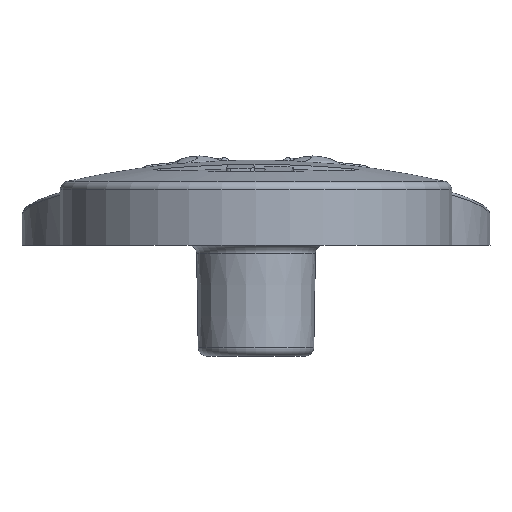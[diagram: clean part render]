
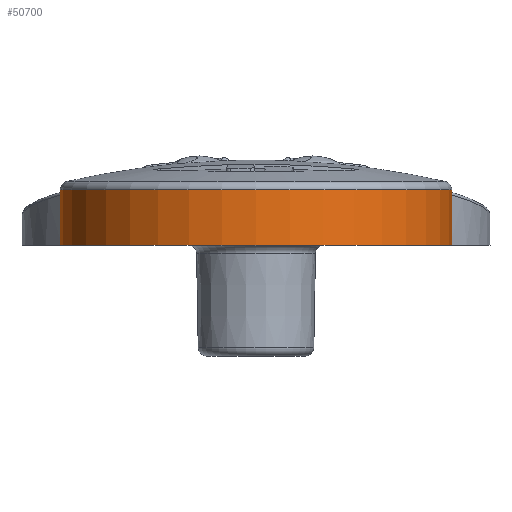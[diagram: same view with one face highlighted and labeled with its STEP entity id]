
A CAD part, front view. The second image highlights one B-rep face of the part: STEP entity #50700.
In plain terms, the highlighted cylindrical face has radius 23 mm (diameter 46 mm), a partial arc.
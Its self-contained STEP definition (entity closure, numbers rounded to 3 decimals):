
#49760=CARTESIAN_POINT('',(27.467,69.677,-10.));
#49770=DIRECTION('',(0.,0.,1.));
#49780=DIRECTION('',(1.,0.,0.));
#49790=AXIS2_PLACEMENT_3D('',#49760,#49770,#49780);
#49800=CIRCLE('',#49790,23.);
#49810=CARTESIAN_POINT('',(50.467,69.677,-10.));
#49820=VERTEX_POINT('',#49810);
#49830=CARTESIAN_POINT('',(4.467,69.677,-10.));
#49840=VERTEX_POINT('',#49830);
#49870=EDGE_CURVE('',#49840,#49820,#49800,.T.);
#50390=CARTESIAN_POINT('',(27.467,69.677,0.));
#50400=DIRECTION('',(0.,0.,1.));
#50410=DIRECTION('',(1.,0.,0.));
#50420=AXIS2_PLACEMENT_3D('',#50390,#50400,#50410);
#50430=CYLINDRICAL_SURFACE('',#50420,23.);
#50440=CARTESIAN_POINT('',(4.467,69.677,0.));
#50450=DIRECTION('',(0.,0.,1.));
#50460=VECTOR('',#50450,1.);
#50470=LINE('',#50440,#50460);
#50480=CARTESIAN_POINT('',(4.467,69.677,
-3.475));
#50490=VERTEX_POINT('',#50480);
#50500=EDGE_CURVE('',#49840,#50490,#50470,.T.);
#50510=ORIENTED_EDGE('',*,*,#50500,.F.);
#50520=CARTESIAN_POINT('',(27.467,69.677,
-3.475));
#50530=DIRECTION('',(0.,0.,1.));
#50540=DIRECTION('',(1.,0.,0.));
#50550=AXIS2_PLACEMENT_3D('',#50520,#50530,#50540);
#50560=CIRCLE('',#50550,23.);
#50570=CARTESIAN_POINT('',(50.467,69.677,
-3.475));
#50580=VERTEX_POINT('',#50570);
#50590=EDGE_CURVE('',#50490,#50580,#50560,.T.);
#50600=ORIENTED_EDGE('',*,*,#50590,.F.);
#50610=CARTESIAN_POINT('',(50.467,69.677,0.));
#50620=DIRECTION('',(0.,0.,1.));
#50630=VECTOR('',#50620,1.);
#50640=LINE('',#50610,#50630);
#50650=EDGE_CURVE('',#49820,#50580,#50640,.T.);
#50660=ORIENTED_EDGE('',*,*,#50650,.T.);
#50670=ORIENTED_EDGE('',*,*,#49870,.T.);
#50680=EDGE_LOOP('',(#50670,#50660,#50600,#50510));
#50690=FACE_OUTER_BOUND('',#50680,.T.);
#50700=ADVANCED_FACE('',(#50690),#50430,.T.);
